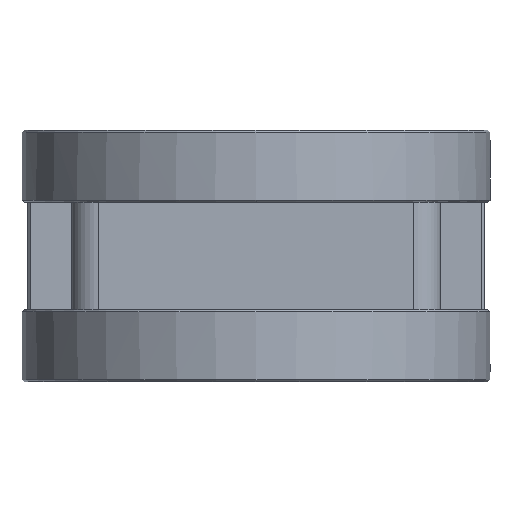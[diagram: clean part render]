
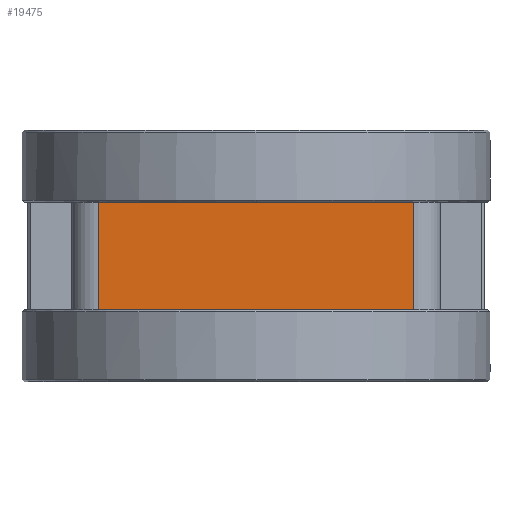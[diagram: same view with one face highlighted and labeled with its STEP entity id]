
A CAD part, front view. The second image highlights one B-rep face of the part: STEP entity #19475.
In plain terms, the highlighted planar face has unit normal (0, -1, 0).
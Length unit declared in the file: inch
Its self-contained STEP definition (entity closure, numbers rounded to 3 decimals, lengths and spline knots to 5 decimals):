
#10 = CARTESIAN_POINT ( 'NONE',  ( 0., -1.697, -0.5125 ) ) ;
#40 = EDGE_CURVE ( 'NONE', #478, #1602, #18990, .T. ) ;
#150 = EDGE_CURVE ( 'NONE', #9245, #3236, #678, .T. ) ;
#478 = VERTEX_POINT ( 'NONE', #1310 ) ;
#521 = ORIENTED_EDGE ( 'NONE', *, *, #6534, .T. ) ;
#678 = LINE ( 'NONE', #12243, #17446 ) ;
#721 = FACE_OUTER_BOUND ( 'NONE', #13792, .T. ) ;
#818 = ORIENTED_EDGE ( 'NONE', *, *, #5636, .T. ) ;
#1031 = ORIENTED_EDGE ( 'NONE', *, *, #1542, .F. ) ;
#1310 = CARTESIAN_POINT ( 'NONE',  ( 0.55983, -1.697, 0.5125 ) ) ;
#1511 = DIRECTION ( 'NONE',  ( 1., 0., 0. ) ) ;
#1542 = EDGE_CURVE ( 'NONE', #1602, #14459, #7489, .T. ) ;
#1602 = VERTEX_POINT ( 'NONE', #3734 ) ;
#1603 = VERTEX_POINT ( 'NONE', #5357 ) ;
#2178 = CARTESIAN_POINT ( 'NONE',  ( -0.69419, -1.697, -0.5125 ) ) ;
#2370 = VERTEX_POINT ( 'NONE', #13686 ) ;
#2373 = VERTEX_POINT ( 'NONE', #10412 ) ;
#2382 = DIRECTION ( 'NONE',  ( 1., 0., 0. ) ) ;
#2393 = VERTEX_POINT ( 'NONE', #12107 ) ;
#2425 = LINE ( 'NONE', #13705, #6718 ) ;
#2467 = LINE ( 'NONE', #20907, #10586 ) ;
#3004 = LINE ( 'NONE', #2178, #11608 ) ;
#3236 = VERTEX_POINT ( 'NONE', #8469 ) ;
#3326 = ORIENTED_EDGE ( 'NONE', *, *, #8591, .F. ) ;
#3690 = VECTOR ( 'NONE', #11872, 39.37008 ) ;
#3734 = CARTESIAN_POINT ( 'NONE',  ( 0.82854, -1.697, 0.5125 ) ) ;
#3777 = CARTESIAN_POINT ( 'NONE',  ( -0.82854, -1.697, -0.5125 ) ) ;
#3845 = DIRECTION ( 'NONE',  ( 0., 0., 1. ) ) ;
#3930 = LINE ( 'NONE', #9362, #13076 ) ;
#3964 = DIRECTION ( 'NONE',  ( 1., 0., 0. ) ) ;
#4106 = VERTEX_POINT ( 'NONE', #8113 ) ;
#4272 = VERTEX_POINT ( 'NONE', #3777 ) ;
#4997 = ORIENTED_EDGE ( 'NONE', *, *, #11515, .T. ) ;
#5341 = DIRECTION ( 'NONE',  ( 1., 0., 0. ) ) ;
#5357 = CARTESIAN_POINT ( 'NONE',  ( -1.5, -1.697, 0.5125 ) ) ;
#5438 = EDGE_CURVE ( 'NONE', #10705, #2393, #3930, .T. ) ;
#5636 = EDGE_CURVE ( 'NONE', #2393, #4272, #13844, .T. ) ;
#5704 = VECTOR ( 'NONE', #11733, 39.37008 ) ;
#6106 = VECTOR ( 'NONE', #14050, 39.37008 ) ;
#6391 = CARTESIAN_POINT ( 'NONE',  ( 0.82854, -1.697, -0.5125 ) ) ;
#6458 = CARTESIAN_POINT ( 'NONE',  ( 0.69419, -1.697, -0.5125 ) ) ;
#6471 = VECTOR ( 'NONE', #6781, 39.37008 ) ;
#6534 = EDGE_CURVE ( 'NONE', #20511, #10438, #6689, .T. ) ;
#6689 = LINE ( 'NONE', #19377, #10004 ) ;
#6718 = VECTOR ( 'NONE', #3964, 39.37008 ) ;
#6781 = DIRECTION ( 'NONE',  ( 1., 0., 0. ) ) ;
#7489 = LINE ( 'NONE', #19794, #6471 ) ;
#7576 = AXIS2_PLACEMENT_3D ( 'NONE', #17611, #19249, #9510 ) ;
#7625 = LINE ( 'NONE', #18580, #15777 ) ;
#7941 = EDGE_CURVE ( 'NONE', #4106, #10180, #8004, .T. ) ;
#7974 = EDGE_CURVE ( 'NONE', #1603, #4106, #11813, .T. ) ;
#8004 = LINE ( 'NONE', #19985, #3690 ) ;
#8113 = CARTESIAN_POINT ( 'NONE',  ( -1.42352, -1.697, 0.5125 ) ) ;
#8308 = LINE ( 'NONE', #6458, #12654 ) ;
#8469 = CARTESIAN_POINT ( 'NONE',  ( 1.5, -1.697, 0.5125 ) ) ;
#8591 = EDGE_CURVE ( 'NONE', #2370, #478, #2425, .T. ) ;
#8623 = DIRECTION ( 'NONE',  ( -1., 0., 0. ) ) ;
#8650 = ORIENTED_EDGE ( 'NONE', *, *, #17960, .F. ) ;
#9245 = VERTEX_POINT ( 'NONE', #18294 ) ;
#9362 = CARTESIAN_POINT ( 'NONE',  ( -1.76, -1.697, -0.5125 ) ) ;
#9510 = DIRECTION ( 'NONE',  ( 0., 0., -1. ) ) ;
#9659 = DIRECTION ( 'NONE',  ( -1., 0., 0. ) ) ;
#10004 = VECTOR ( 'NONE', #21010, 39.37008 ) ;
#10180 = VERTEX_POINT ( 'NONE', #12439 ) ;
#10340 = LINE ( 'NONE', #13741, #17028 ) ;
#10412 = CARTESIAN_POINT ( 'NONE',  ( -0.55983, -1.697, -0.5125 ) ) ;
#10438 = VERTEX_POINT ( 'NONE', #13120 ) ;
#10586 = VECTOR ( 'NONE', #1511, 39.37008 ) ;
#10646 = ORIENTED_EDGE ( 'NONE', *, *, #150, .T. ) ;
#10705 = VERTEX_POINT ( 'NONE', #18883 ) ;
#10777 = CARTESIAN_POINT ( 'NONE',  ( -1.5, -1.697, -0.5125 ) ) ;
#10990 = DIRECTION ( 'NONE',  ( 1., 0., 0. ) ) ;
#11254 = ORIENTED_EDGE ( 'NONE', *, *, #19690, .F. ) ;
#11515 = EDGE_CURVE ( 'NONE', #2373, #12763, #12510, .T. ) ;
#11608 = VECTOR ( 'NONE', #8623, 39.37008 ) ;
#11733 = DIRECTION ( 'NONE',  ( 1., 0., 0. ) ) ;
#11813 = LINE ( 'NONE', #20060, #20486 ) ;
#11872 = DIRECTION ( 'NONE',  ( 1., 0., 0. ) ) ;
#12107 = CARTESIAN_POINT ( 'NONE',  ( -1.42352, -1.697, -0.5125 ) ) ;
#12243 = CARTESIAN_POINT ( 'NONE',  ( 1.5, -1.697, -0.5125 ) ) ;
#12439 = CARTESIAN_POINT ( 'NONE',  ( -0.82854, -1.697, 0.5125 ) ) ;
#12510 = LINE ( 'NONE', #10, #20132 ) ;
#12654 = VECTOR ( 'NONE', #9659, 39.37008 ) ;
#12763 = VERTEX_POINT ( 'NONE', #19790 ) ;
#12940 = EDGE_CURVE ( 'NONE', #14459, #3236, #7625, .T. ) ;
#12979 = DIRECTION ( 'NONE',  ( 1., 0., 0. ) ) ;
#13076 = VECTOR ( 'NONE', #10990, 39.37008 ) ;
#13120 = CARTESIAN_POINT ( 'NONE',  ( 1.42352, -1.697, -0.5125 ) ) ;
#13320 = CARTESIAN_POINT ( 'NONE',  ( 0.69419, -1.697, 0.5125 ) ) ;
#13391 = CARTESIAN_POINT ( 'NONE',  ( 0., -1.697, -0.5125 ) ) ;
#13686 = CARTESIAN_POINT ( 'NONE',  ( -0.55983, -1.697, 0.5125 ) ) ;
#13705 = CARTESIAN_POINT ( 'NONE',  ( 0., -1.697, 0.5125 ) ) ;
#13741 = CARTESIAN_POINT ( 'NONE',  ( -1.76, -1.697, -0.5125 ) ) ;
#13792 = EDGE_LOOP ( 'NONE', ( #818, #11254, #4997, #8650, #521, #20956, #10646, #18477, #1031, #18634, #3326, #14280, #20527, #19864, #17354, #17471 ) ) ;
#13844 = LINE ( 'NONE', #13391, #5704 ) ;
#14050 = DIRECTION ( 'NONE',  ( 0., 0., -1. ) ) ;
#14239 = LINE ( 'NONE', #10777, #6106 ) ;
#14280 = ORIENTED_EDGE ( 'NONE', *, *, #20474, .F. ) ;
#14459 = VERTEX_POINT ( 'NONE', #19804 ) ;
#14632 = EDGE_CURVE ( 'NONE', #1603, #10705, #14239, .T. ) ;
#15777 = VECTOR ( 'NONE', #20145, 39.37008 ) ;
#15982 = PLANE ( 'NONE',  #7576 ) ;
#17028 = VECTOR ( 'NONE', #2382, 39.37008 ) ;
#17354 = ORIENTED_EDGE ( 'NONE', *, *, #14632, .T. ) ;
#17446 = VECTOR ( 'NONE', #3845, 39.37008 ) ;
#17471 = ORIENTED_EDGE ( 'NONE', *, *, #5438, .T. ) ;
#17611 = CARTESIAN_POINT ( 'NONE',  ( -1.76, -1.697, -0.5125 ) ) ;
#17960 = EDGE_CURVE ( 'NONE', #20511, #12763, #8308, .T. ) ;
#18294 = CARTESIAN_POINT ( 'NONE',  ( 1.5, -1.697, -0.5125 ) ) ;
#18462 = VECTOR ( 'NONE', #5341, 39.37008 ) ;
#18477 = ORIENTED_EDGE ( 'NONE', *, *, #12940, .F. ) ;
#18494 = DIRECTION ( 'NONE',  ( 1., 0., 0. ) ) ;
#18580 = CARTESIAN_POINT ( 'NONE',  ( 0., -1.697, 0.5125 ) ) ;
#18620 = EDGE_CURVE ( 'NONE', #10438, #9245, #10340, .T. ) ;
#18634 = ORIENTED_EDGE ( 'NONE', *, *, #40, .F. ) ;
#18883 = CARTESIAN_POINT ( 'NONE',  ( -1.5, -1.697, -0.5125 ) ) ;
#18990 = LINE ( 'NONE', #13320, #18462 ) ;
#19249 = DIRECTION ( 'NONE',  ( 0., -1., 0. ) ) ;
#19377 = CARTESIAN_POINT ( 'NONE',  ( 0., -1.697, -0.5125 ) ) ;
#19475 = ADVANCED_FACE ( 'NONE', ( #721 ), #15982, .T. ) ;
#19690 = EDGE_CURVE ( 'NONE', #2373, #4272, #3004, .T. ) ;
#19790 = CARTESIAN_POINT ( 'NONE',  ( 0.55983, -1.697, -0.5125 ) ) ;
#19794 = CARTESIAN_POINT ( 'NONE',  ( 0., -1.697, 0.5125 ) ) ;
#19804 = CARTESIAN_POINT ( 'NONE',  ( 1.42352, -1.697, 0.5125 ) ) ;
#19864 = ORIENTED_EDGE ( 'NONE', *, *, #7974, .F. ) ;
#19985 = CARTESIAN_POINT ( 'NONE',  ( 0., -1.697, 0.5125 ) ) ;
#20060 = CARTESIAN_POINT ( 'NONE',  ( 0., -1.697, 0.5125 ) ) ;
#20132 = VECTOR ( 'NONE', #12979, 39.37008 ) ;
#20145 = DIRECTION ( 'NONE',  ( 1., 0., 0. ) ) ;
#20474 = EDGE_CURVE ( 'NONE', #10180, #2370, #2467, .T. ) ;
#20486 = VECTOR ( 'NONE', #18494, 39.37008 ) ;
#20511 = VERTEX_POINT ( 'NONE', #6391 ) ;
#20527 = ORIENTED_EDGE ( 'NONE', *, *, #7941, .F. ) ;
#20907 = CARTESIAN_POINT ( 'NONE',  ( -0.69419, -1.697, 0.5125 ) ) ;
#20956 = ORIENTED_EDGE ( 'NONE', *, *, #18620, .T. ) ;
#21010 = DIRECTION ( 'NONE',  ( 1., 0., 0. ) ) ;
